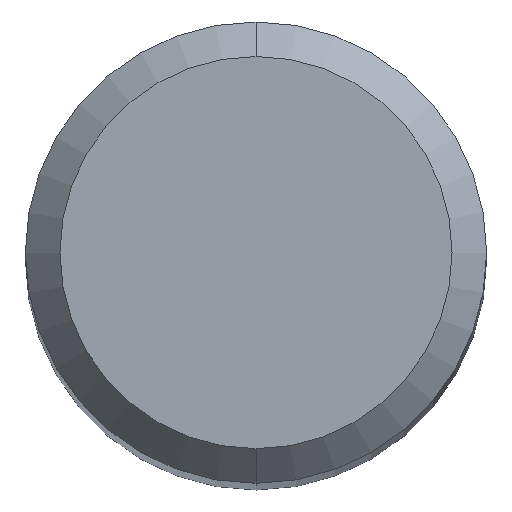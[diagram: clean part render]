
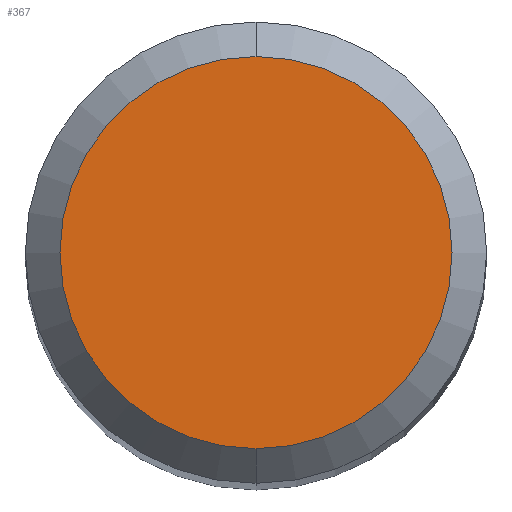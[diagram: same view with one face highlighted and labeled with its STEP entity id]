
A CAD part, top view. The second image highlights one B-rep face of the part: STEP entity #367.
In plain terms, the highlighted planar face has unit normal (0, 0, 1).
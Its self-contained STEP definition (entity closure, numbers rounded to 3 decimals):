
#265=EDGE_CURVE('',#441,#467,#699,.T.);
#367=ADVANCED_FACE('',(#811),#812,.T.);
#441=VERTEX_POINT('',#889);
#467=VERTEX_POINT('',#916);
#477=EDGE_CURVE('',#467,#441,#927,.T.);
#699=CIRCLE('',#1179,1.7);
#811=FACE_OUTER_BOUND('',#1387,.T.);
#812=PLANE('',#1388);
#889=CARTESIAN_POINT('',(0.0,1.7,0.0));
#916=CARTESIAN_POINT('',(0.,-1.7,0.0));
#927=CIRCLE('',#1569,1.7);
#1179=AXIS2_PLACEMENT_3D('',#1917,#1918,#1919);
#1387=EDGE_LOOP('',(#2068,#2069));
#1388=AXIS2_PLACEMENT_3D('',#2070,#2071,#2072);
#1569=AXIS2_PLACEMENT_3D('',#2178,#2179,#2180);
#1917=CARTESIAN_POINT('',(0.0,0.0,0.0));
#1918=DIRECTION('',(0.0,0.0,-1.0));
#1919=DIRECTION('',(0.0,1.0,0.0));
#2068=ORIENTED_EDGE('',*,*,#265,.F.);
#2069=ORIENTED_EDGE('',*,*,#477,.F.);
#2070=CARTESIAN_POINT('',(0.0,0.85,0.0));
#2071=DIRECTION('',(-0.0,0.0,1.0));
#2072=DIRECTION('',(0.0,-1.0,0.0));
#2178=CARTESIAN_POINT('',(0.0,0.0,0.0));
#2179=DIRECTION('',(0.0,0.0,-1.0));
#2180=DIRECTION('',(0.0,1.0,0.0));
